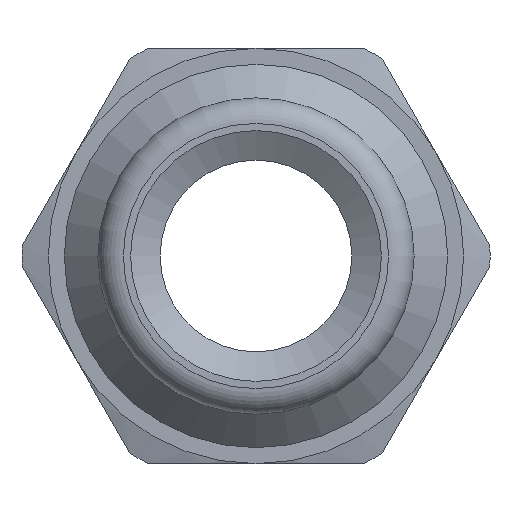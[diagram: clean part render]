
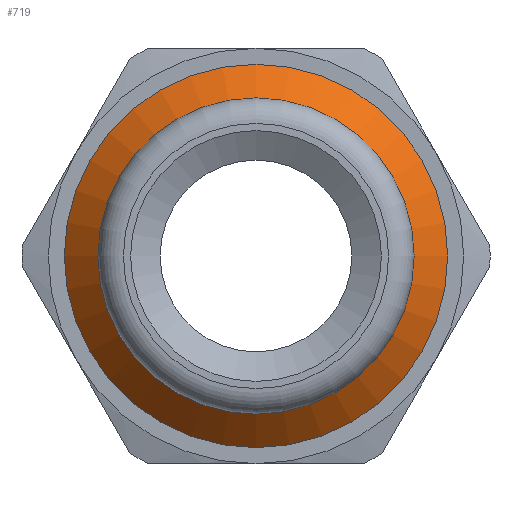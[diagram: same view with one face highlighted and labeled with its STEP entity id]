
A CAD part, left-side view. The second image highlights one B-rep face of the part: STEP entity #719.
In plain terms, the highlighted conical face has half-angle 45 degrees and reference radius 5.475 mm.
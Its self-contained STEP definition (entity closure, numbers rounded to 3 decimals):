
#98=FACE_OUTER_BOUND('',#142,.T.);
#142=EDGE_LOOP('',(#592,#593,#594,#595,#596,#597));
#173=LINE('',#1316,#196);
#196=VECTOR('',#1026,5.475);
#240=CIRCLE('',#818,4.95);
#241=CIRCLE('',#819,4.95);
#244=CIRCLE('',#824,6.);
#245=CIRCLE('',#825,6.);
#317=VERTEX_POINT('',#1301);
#318=VERTEX_POINT('',#1302);
#321=VERTEX_POINT('',#1312);
#322=VERTEX_POINT('',#1313);
#417=EDGE_CURVE('',#317,#318,#240,.T.);
#418=EDGE_CURVE('',#318,#317,#241,.T.);
#422=EDGE_CURVE('',#321,#322,#244,.T.);
#423=EDGE_CURVE('',#322,#321,#245,.T.);
#424=EDGE_CURVE('',#322,#318,#173,.T.);
#592=ORIENTED_EDGE('',*,*,#422,.F.);
#593=ORIENTED_EDGE('',*,*,#423,.F.);
#594=ORIENTED_EDGE('',*,*,#424,.T.);
#595=ORIENTED_EDGE('',*,*,#418,.T.);
#596=ORIENTED_EDGE('',*,*,#417,.T.);
#597=ORIENTED_EDGE('',*,*,#424,.F.);
#686=CONICAL_SURFACE('',#823,5.475,0.785);
#719=ADVANCED_FACE('',(#98),#686,.T.);
#818=AXIS2_PLACEMENT_3D('',#1303,#1009,#1010);
#819=AXIS2_PLACEMENT_3D('',#1304,#1011,#1012);
#823=AXIS2_PLACEMENT_3D('',#1311,#1020,#1021);
#824=AXIS2_PLACEMENT_3D('',#1314,#1022,#1023);
#825=AXIS2_PLACEMENT_3D('',#1315,#1024,#1025);
#1009=DIRECTION('center_axis',(1.,0.,0.));
#1010=DIRECTION('ref_axis',(0.,1.,0.));
#1011=DIRECTION('center_axis',(1.,0.,0.));
#1012=DIRECTION('ref_axis',(0.,1.,0.));
#1020=DIRECTION('center_axis',(1.,0.,0.));
#1021=DIRECTION('ref_axis',(0.,1.,0.));
#1022=DIRECTION('center_axis',(1.,0.,0.));
#1023=DIRECTION('ref_axis',(0.,1.,0.));
#1024=DIRECTION('center_axis',(1.,0.,0.));
#1025=DIRECTION('ref_axis',(0.,1.,0.));
#1026=DIRECTION('',(-0.707,0.707,0.));
#1301=CARTESIAN_POINT('',(5.05,4.95,0.));
#1302=CARTESIAN_POINT('',(5.05,-4.95,0.));
#1303=CARTESIAN_POINT('Origin',(5.05,0.,0.));
#1304=CARTESIAN_POINT('Origin',(5.05,0.,0.));
#1311=CARTESIAN_POINT('Origin',(5.575,0.,0.));
#1312=CARTESIAN_POINT('',(6.1,6.,0.));
#1313=CARTESIAN_POINT('',(6.1,-6.,0.));
#1314=CARTESIAN_POINT('Origin',(6.1,0.,0.));
#1315=CARTESIAN_POINT('Origin',(6.1,0.,0.));
#1316=CARTESIAN_POINT('',(5.575,-5.475,0.));
